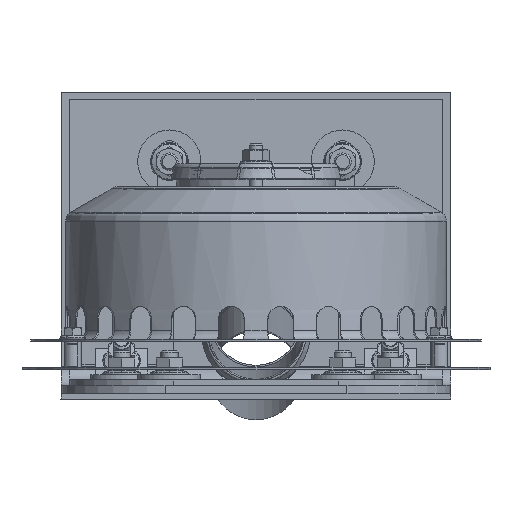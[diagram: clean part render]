
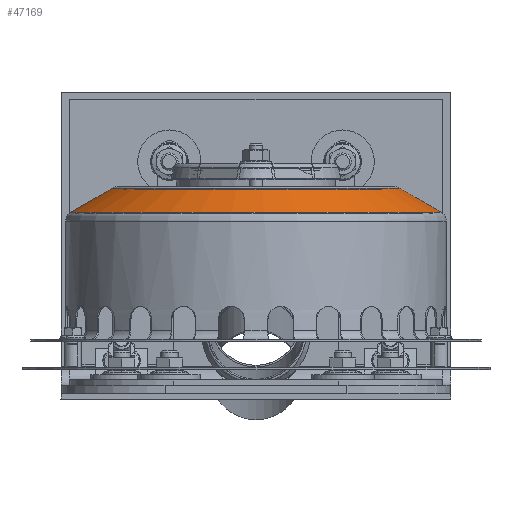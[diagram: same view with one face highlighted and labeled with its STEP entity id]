
A CAD part, left-side view. The second image highlights one B-rep face of the part: STEP entity #47169.
In plain terms, the highlighted conical face has half-angle 59.744 degrees and reference radius 950.348 mm.
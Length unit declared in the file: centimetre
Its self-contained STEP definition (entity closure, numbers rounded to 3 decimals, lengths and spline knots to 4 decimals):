
#256=CONICAL_SURFACE('',#50322,95.0348,1.043);
#2829=CIRCLE('',#50320,107.0232);
#2830=CIRCLE('',#50321,107.0232);
#2831=CIRCLE('',#50323,83.0464);
#2832=CIRCLE('',#50324,83.0464);
#5176=FACE_OUTER_BOUND('',#8325,.T.);
#8325=EDGE_LOOP('',(#41951,#41952,#41953,#41954,#41955,#41956));
#13465=LINE('',#76634,#18629);
#18629=VECTOR('',#61470,95.0348);
#22819=VERTEX_POINT('',#76627);
#22820=VERTEX_POINT('',#76629);
#22821=VERTEX_POINT('',#76633);
#22822=VERTEX_POINT('',#76635);
#29278=EDGE_CURVE('',#22819,#22820,#2829,.T.);
#29279=EDGE_CURVE('',#22820,#22819,#2830,.T.);
#29280=EDGE_CURVE('',#22820,#22821,#13465,.T.);
#29281=EDGE_CURVE('',#22821,#22822,#2831,.T.);
#29282=EDGE_CURVE('',#22822,#22821,#2832,.T.);
#41951=ORIENTED_EDGE('',*,*,#29278,.F.);
#41952=ORIENTED_EDGE('',*,*,#29279,.F.);
#41953=ORIENTED_EDGE('',*,*,#29280,.T.);
#41954=ORIENTED_EDGE('',*,*,#29281,.T.);
#41955=ORIENTED_EDGE('',*,*,#29282,.T.);
#41956=ORIENTED_EDGE('',*,*,#29280,.F.);
#47169=ADVANCED_FACE('',(#5176),#256,.T.);
#50320=AXIS2_PLACEMENT_3D('',#76630,#61464,#61465);
#50321=AXIS2_PLACEMENT_3D('',#76631,#61466,#61467);
#50322=AXIS2_PLACEMENT_3D('',#76632,#61468,#61469);
#50323=AXIS2_PLACEMENT_3D('',#76636,#61471,#61472);
#50324=AXIS2_PLACEMENT_3D('',#76637,#61473,#61474);
#61464=DIRECTION('center_axis',(0.,0.,
-1.));
#61465=DIRECTION('ref_axis',(0.793,-0.609,0.));
#61466=DIRECTION('center_axis',(0.,0.,
-1.));
#61467=DIRECTION('ref_axis',(0.793,-0.609,0.));
#61468=DIRECTION('center_axis',(0.,0.,
-1.));
#61469=DIRECTION('ref_axis',(-0.793,0.609,0.));
#61470=DIRECTION('',(-0.685,0.526,0.504));
#61471=DIRECTION('center_axis',(0.,0.,
-1.));
#61472=DIRECTION('ref_axis',(0.793,-0.609,0.));
#61473=DIRECTION('center_axis',(0.,0.,
-1.));
#61474=DIRECTION('ref_axis',(0.793,-0.609,0.));
#76627=CARTESIAN_POINT('',(7500.2246,2167.9527,148.5489));
#76629=CARTESIAN_POINT('',(7650.2834,2187.7083,148.5489));
#76630=CARTESIAN_POINT('Origin',(7565.3762,2252.8599,148.5489));
#76631=CARTESIAN_POINT('Origin',(7565.3762,2252.8599,148.5489));
#76632=CARTESIAN_POINT('Origin',(7565.3762,2252.8599,155.5422));
#76633=CARTESIAN_POINT('',(7631.2613,2202.3045,162.5354));
#76634=CARTESIAN_POINT('',(7640.7724,2195.0064,155.5422));
#76635=CARTESIAN_POINT('',(7514.8208,2186.9748,162.5354));
#76636=CARTESIAN_POINT('Origin',(7565.3762,2252.8599,162.5354));
#76637=CARTESIAN_POINT('Origin',(7565.3762,2252.8599,162.5354));
